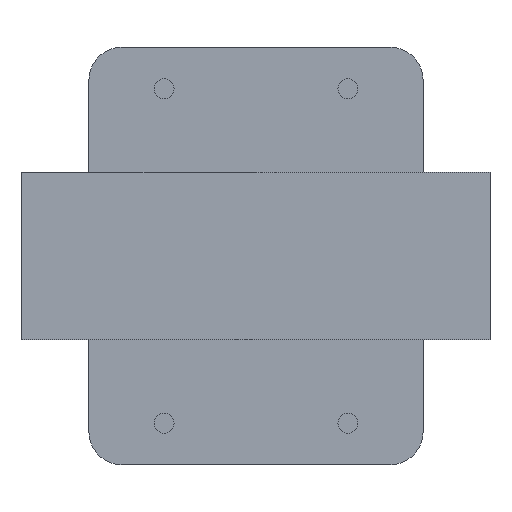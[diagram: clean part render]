
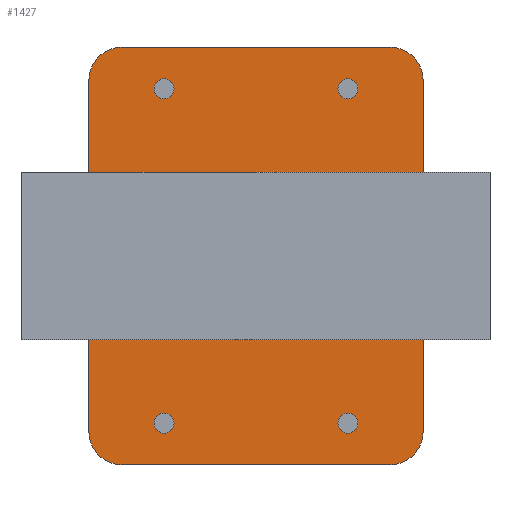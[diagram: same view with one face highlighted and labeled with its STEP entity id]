
A CAD part, front view. The second image highlights one B-rep face of the part: STEP entity #1427.
In plain terms, the highlighted planar face has unit normal (0, -1, 0).
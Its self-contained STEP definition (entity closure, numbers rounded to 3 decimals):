
#57 = DIRECTION ( 'NONE',  ( 0., -1., 0. ) ) ;
#65 = AXIS2_PLACEMENT_3D ( 'NONE', #394, #1979, #703 ) ;
#154 = AXIS2_PLACEMENT_3D ( 'NONE', #1214, #1810, #1021 ) ;
#184 = FACE_OUTER_BOUND ( 'NONE', #727, .T. ) ;
#208 = EDGE_CURVE ( 'NONE', #552, #1606, #1704, .T. ) ;
#259 = CIRCLE ( 'NONE', #966, 1. ) ;
#272 = CARTESIAN_POINT ( 'NONE',  ( -5., -5.5, -6.25 ) ) ;
#295 = ORIENTED_EDGE ( 'NONE', *, *, #2081, .T. ) ;
#311 = CARTESIAN_POINT ( 'NONE',  ( -5., -5.5, -5.25 ) ) ;
#351 = VERTEX_POINT ( 'NONE', #311 ) ;
#394 = CARTESIAN_POINT ( 'NONE',  ( -4., -5.5, 5.25 ) ) ;
#396 = CARTESIAN_POINT ( 'NONE',  ( 5., -5.5, 6.25 ) ) ;
#447 = EDGE_CURVE ( 'NONE', #1606, #1227, #259, .T. ) ;
#449 = ORIENTED_EDGE ( 'NONE', *, *, #1470, .T. ) ;
#479 = LINE ( 'NONE', #509, #1081 ) ;
#509 = CARTESIAN_POINT ( 'NONE',  ( -5., -5.5, 6.25 ) ) ;
#515 = DIRECTION ( 'NONE',  ( 0., -1., 0. ) ) ;
#552 = VERTEX_POINT ( 'NONE', #1258 ) ;
#597 = CARTESIAN_POINT ( 'NONE',  ( -4., -5.5, -6.25 ) ) ;
#602 = CARTESIAN_POINT ( 'NONE',  ( 4., -5.5, -6.25 ) ) ;
#640 = CARTESIAN_POINT ( 'NONE',  ( 4., -5.5, 6.25 ) ) ;
#648 = DIRECTION ( 'NONE',  ( -1., 0., 0. ) ) ;
#661 = DIRECTION ( 'NONE',  ( 0., 0., -1. ) ) ;
#684 = CARTESIAN_POINT ( 'NONE',  ( -4., -5.5, 6.25 ) ) ;
#685 = VERTEX_POINT ( 'NONE', #684 ) ;
#703 = DIRECTION ( 'NONE',  ( 0., 0., -1. ) ) ;
#724 = AXIS2_PLACEMENT_3D ( 'NONE', #1185, #57, #1492 ) ;
#727 = EDGE_LOOP ( 'NONE', ( #1561, #295, #449, #1037, #1919, #1232, #768, #837 ) ) ;
#768 = ORIENTED_EDGE ( 'NONE', *, *, #208, .T. ) ;
#790 = VECTOR ( 'NONE', #1419, 1000. ) ;
#834 = PLANE ( 'NONE',  #1631 ) ;
#837 = ORIENTED_EDGE ( 'NONE', *, *, #447, .T. ) ;
#872 = CIRCLE ( 'NONE', #65, 1. ) ;
#910 = VERTEX_POINT ( 'NONE', #597 ) ;
#960 = CARTESIAN_POINT ( 'NONE',  ( 5., -5.5, 5.25 ) ) ;
#961 = EDGE_CURVE ( 'NONE', #910, #1844, #1712, .T. ) ;
#966 = AXIS2_PLACEMENT_3D ( 'NONE', #1949, #515, #1977 ) ;
#1021 = DIRECTION ( 'NONE',  ( 0., 0., -1. ) ) ;
#1035 = LINE ( 'NONE', #2022, #1499 ) ;
#1037 = ORIENTED_EDGE ( 'NONE', *, *, #1482, .T. ) ;
#1050 = DIRECTION ( 'NONE',  ( 0., 0., 1. ) ) ;
#1081 = VECTOR ( 'NONE', #648, 1000. ) ;
#1140 = CARTESIAN_POINT ( 'NONE',  ( 0., -5.5, 0. ) ) ;
#1185 = CARTESIAN_POINT ( 'NONE',  ( -4., -5.5, -5.25 ) ) ;
#1214 = CARTESIAN_POINT ( 'NONE',  ( 4., -5.5, -5.25 ) ) ;
#1215 = DIRECTION ( 'NONE',  ( 0., 0., -1. ) ) ;
#1227 = VERTEX_POINT ( 'NONE', #640 ) ;
#1232 = ORIENTED_EDGE ( 'NONE', *, *, #1781, .T. ) ;
#1250 = CIRCLE ( 'NONE', #154, 1. ) ;
#1258 = CARTESIAN_POINT ( 'NONE',  ( 5., -5.5, -5.25 ) ) ;
#1419 = DIRECTION ( 'NONE',  ( 1., 0., 0. ) ) ;
#1427 = ADVANCED_FACE ( 'NONE', ( #184 ), #834, .T. ) ;
#1439 = VERTEX_POINT ( 'NONE', #1628 ) ;
#1470 = EDGE_CURVE ( 'NONE', #1439, #351, #1035, .T. ) ;
#1482 = EDGE_CURVE ( 'NONE', #351, #910, #1803, .T. ) ;
#1492 = DIRECTION ( 'NONE',  ( 0., 0., -1. ) ) ;
#1499 = VECTOR ( 'NONE', #1215, 1000. ) ;
#1561 = ORIENTED_EDGE ( 'NONE', *, *, #1641, .T. ) ;
#1606 = VERTEX_POINT ( 'NONE', #960 ) ;
#1628 = CARTESIAN_POINT ( 'NONE',  ( -5., -5.5, 5.25 ) ) ;
#1631 = AXIS2_PLACEMENT_3D ( 'NONE', #1140, #1780, #661 ) ;
#1641 = EDGE_CURVE ( 'NONE', #1227, #685, #479, .T. ) ;
#1704 = LINE ( 'NONE', #396, #1778 ) ;
#1712 = LINE ( 'NONE', #272, #790 ) ;
#1778 = VECTOR ( 'NONE', #1050, 1000. ) ;
#1780 = DIRECTION ( 'NONE',  ( 0., -1., 0. ) ) ;
#1781 = EDGE_CURVE ( 'NONE', #1844, #552, #1250, .T. ) ;
#1803 = CIRCLE ( 'NONE', #724, 1. ) ;
#1810 = DIRECTION ( 'NONE',  ( 0., -1., 0. ) ) ;
#1844 = VERTEX_POINT ( 'NONE', #602 ) ;
#1919 = ORIENTED_EDGE ( 'NONE', *, *, #961, .T. ) ;
#1949 = CARTESIAN_POINT ( 'NONE',  ( 4., -5.5, 5.25 ) ) ;
#1977 = DIRECTION ( 'NONE',  ( 0., 0., -1. ) ) ;
#1979 = DIRECTION ( 'NONE',  ( 0., -1., 0. ) ) ;
#2022 = CARTESIAN_POINT ( 'NONE',  ( -5., -5.5, 6.25 ) ) ;
#2081 = EDGE_CURVE ( 'NONE', #685, #1439, #872, .T. ) ;
